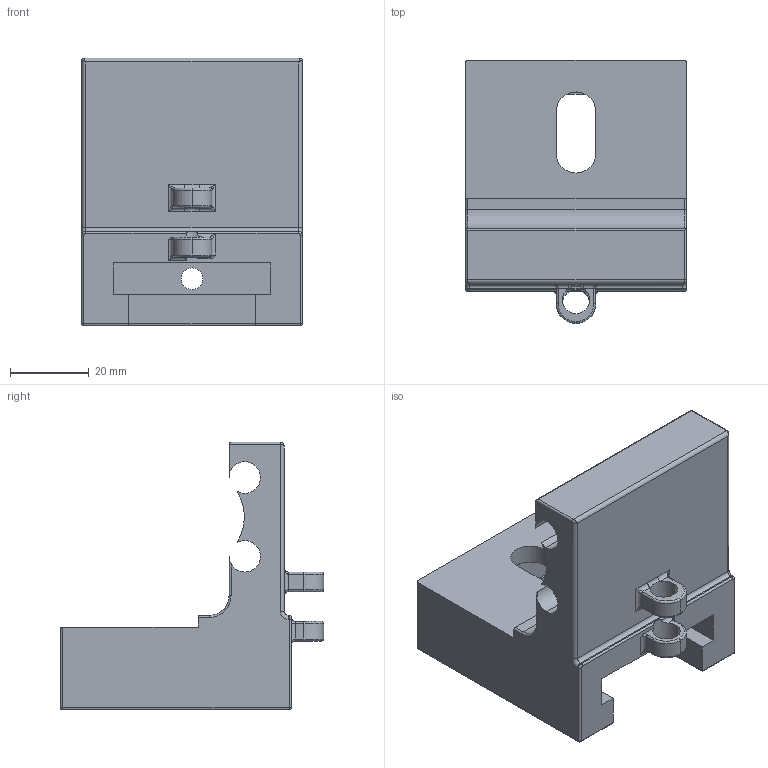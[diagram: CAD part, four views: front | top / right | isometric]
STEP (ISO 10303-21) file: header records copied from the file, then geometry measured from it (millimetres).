
FILE_DESCRIPTION (( 'STEP AP203' ), '1' );
FILE_NAME ('base for Beam V3.2 (Print)_Default_sldprt.STEP', '2023-04-20T12:25:20', ( '' ), ( '' ), 'SwSTEP 2.0', 'SolidWorks 2021', '' );
FILE_SCHEMA (( 'CONFIG_CONTROL_DESIGN' ));
Length unit declared in the file: millimetre
Products named in the file (1): base for Beam V3.2 (Print)_Default_sldprt
Bounding box: 56 x 66.8 x 68 mm (x, y, z)
Volume: 68529 mm3; surface area: 22511.1 mm2
Topology: 1 solids, 1 shells, 134 faces, 343 edges, 194 vertices
Faces by surface type: cylinder 67, plane 34, torus 18, bspline 11, sphere 4
Entity records: 4362 total; most frequent: CARTESIAN_POINT 1153, DIRECTION 678, ORIENTED_EDGE 660, EDGE_CURVE 330, AXIS2_PLACEMENT_3D 257, VERTEX_POINT 194, LINE 164, VECTOR 164
